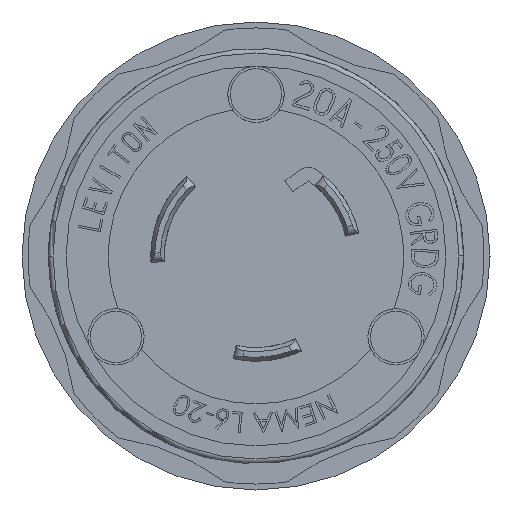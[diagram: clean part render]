
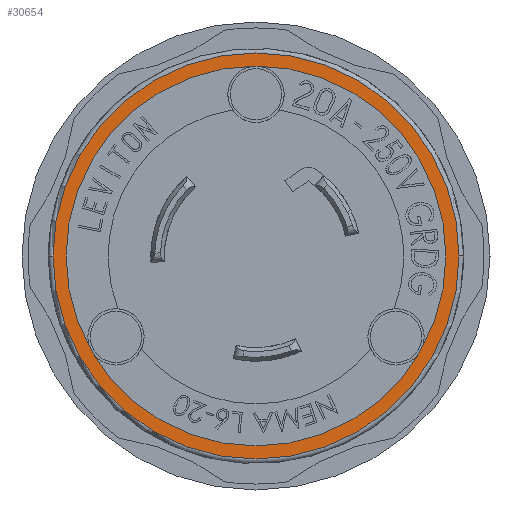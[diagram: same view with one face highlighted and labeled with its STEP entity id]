
A CAD part, left-side view. The second image highlights one B-rep face of the part: STEP entity #30654.
In plain terms, the highlighted planar face has unit normal (-1, 0, 0).
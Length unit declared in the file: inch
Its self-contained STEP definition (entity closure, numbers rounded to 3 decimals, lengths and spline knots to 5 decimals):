
#889 = CARTESIAN_POINT ( 'NONE',  ( 0., 0., 0. ) ) ;
#3541 = AXIS2_PLACEMENT_3D ( 'NONE', #45277, #41080, #44929 ) ;
#6510 = DIRECTION ( 'NONE',  ( 0., 0., 1. ) ) ;
#7268 = AXIS2_PLACEMENT_3D ( 'NONE', #54835, #13081, #66013 ) ;
#8849 = AXIS2_PLACEMENT_3D ( 'NONE', #31897, #48351, #53198 ) ;
#9869 = CARTESIAN_POINT ( 'NONE',  ( 0., 0., 0.8435 ) ) ;
#10451 = EDGE_CURVE ( 'NONE', #61467, #44638, #63125, .T. ) ;
#10735 = PLANE ( 'NONE',  #8849 ) ;
#12519 = EDGE_CURVE ( 'NONE', #35049, #52433, #14967, .T. ) ;
#13081 = DIRECTION ( 'NONE',  ( -1., 0., 0. ) ) ;
#13616 = CARTESIAN_POINT ( 'NONE',  ( 0., -0.9015, 0. ) ) ;
#14967 = CIRCLE ( 'NONE', #7268, 0.9015 ) ;
#16230 = ORIENTED_EDGE ( 'NONE', *, *, #12519, .T. ) ;
#17168 = AXIS2_PLACEMENT_3D ( 'NONE', #889, #54230, #6510 ) ;
#17610 = ORIENTED_EDGE ( 'NONE', *, *, #10451, .F. ) ;
#18570 = AXIS2_PLACEMENT_3D ( 'NONE', #53162, #47999, #32553 ) ;
#20803 = CARTESIAN_POINT ( 'NONE',  ( 0., 0., -0.8435 ) ) ;
#24044 = EDGE_LOOP ( 'NONE', ( #17610, #50989 ) ) ;
#27421 = ORIENTED_EDGE ( 'NONE', *, *, #60945, .T. ) ;
#30654 = ADVANCED_FACE ( 'NONE', ( #32251, #47002 ), #10735, .T. ) ;
#31897 = CARTESIAN_POINT ( 'NONE',  ( 0., 0., 0. ) ) ;
#32251 = FACE_OUTER_BOUND ( 'NONE', #56899, .T. ) ;
#32553 = DIRECTION ( 'NONE',  ( 0., 0., 1. ) ) ;
#35049 = VERTEX_POINT ( 'NONE', #13616 ) ;
#41080 = DIRECTION ( 'NONE',  ( -1., 0., 0. ) ) ;
#42736 = EDGE_CURVE ( 'NONE', #44638, #61467, #68452, .T. ) ;
#44638 = VERTEX_POINT ( 'NONE', #9869 ) ;
#44929 = DIRECTION ( 'NONE',  ( 0., -1., 0. ) ) ;
#45277 = CARTESIAN_POINT ( 'NONE',  ( 0., 0., 0. ) ) ;
#47002 = FACE_BOUND ( 'NONE', #24044, .T. ) ;
#47999 = DIRECTION ( 'NONE',  ( -1., 0., 0. ) ) ;
#48351 = DIRECTION ( 'NONE',  ( -1., 0., 0. ) ) ;
#50989 = ORIENTED_EDGE ( 'NONE', *, *, #42736, .F. ) ;
#52433 = VERTEX_POINT ( 'NONE', #66937 ) ;
#53162 = CARTESIAN_POINT ( 'NONE',  ( 0., 0., 0. ) ) ;
#53198 = DIRECTION ( 'NONE',  ( 0., 0., 1. ) ) ;
#54230 = DIRECTION ( 'NONE',  ( -1., 0., 0. ) ) ;
#54835 = CARTESIAN_POINT ( 'NONE',  ( 0., 0., 0. ) ) ;
#56899 = EDGE_LOOP ( 'NONE', ( #27421, #16230 ) ) ;
#56963 = CIRCLE ( 'NONE', #3541, 0.9015 ) ;
#60945 = EDGE_CURVE ( 'NONE', #52433, #35049, #56963, .T. ) ;
#61467 = VERTEX_POINT ( 'NONE', #20803 ) ;
#63125 = CIRCLE ( 'NONE', #18570, 0.8435 ) ;
#66013 = DIRECTION ( 'NONE',  ( 0., -1., 0. ) ) ;
#66937 = CARTESIAN_POINT ( 'NONE',  ( 0., 0.9015, 0. ) ) ;
#68452 = CIRCLE ( 'NONE', #17168, 0.8435 ) ;
